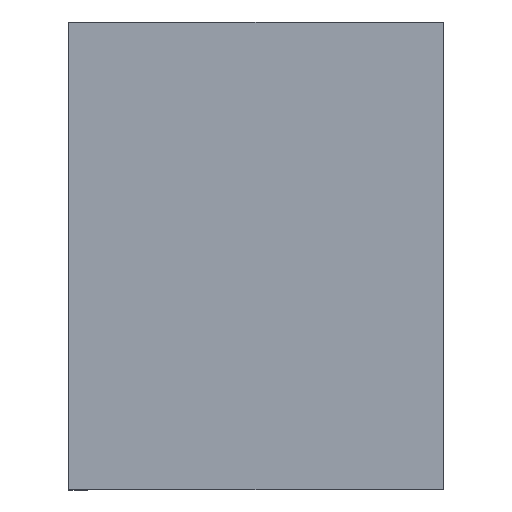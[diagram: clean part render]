
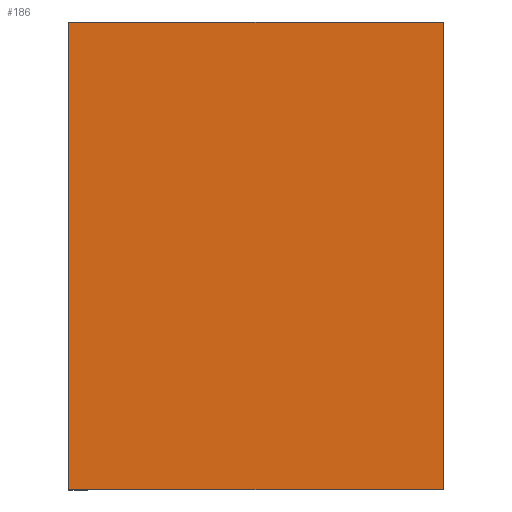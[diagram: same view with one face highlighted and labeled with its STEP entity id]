
A CAD part, left-side view. The second image highlights one B-rep face of the part: STEP entity #186.
In plain terms, the highlighted planar face has unit normal (-1, 0, 0).
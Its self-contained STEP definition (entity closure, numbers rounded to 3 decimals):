
#4 = VECTOR ( 'NONE', #414, 1000. ) ;
#9 = ORIENTED_EDGE ( 'NONE', *, *, #328, .T. ) ;
#13 = DIRECTION ( 'NONE',  ( 0., -1., 0. ) ) ;
#31 = DIRECTION ( 'NONE',  ( 0., 0., -1. ) ) ;
#37 = LINE ( 'NONE', #436, #4 ) ;
#66 = DIRECTION ( 'NONE',  ( 0., -1., 0. ) ) ;
#186 = ADVANCED_FACE ( 'NONE', ( #666 ), #683, .F. ) ;
#304 = VERTEX_POINT ( 'NONE', #329 ) ;
#328 = EDGE_CURVE ( 'NONE', #304, #1112, #37, .T. ) ;
#329 = CARTESIAN_POINT ( 'NONE',  ( -0.5, 0.4, 0.25 ) ) ;
#409 = VECTOR ( 'NONE', #66, 1000. ) ;
#414 = DIRECTION ( 'NONE',  ( 0., 0., -1. ) ) ;
#436 = CARTESIAN_POINT ( 'NONE',  ( -0.5, 0.4, 0.25 ) ) ;
#440 = EDGE_LOOP ( 'NONE', ( #595, #1103, #1014, #9 ) ) ;
#444 = LINE ( 'NONE', #710, #409 ) ;
#480 = EDGE_CURVE ( 'NONE', #786, #489, #1046, .T. ) ;
#489 = VERTEX_POINT ( 'NONE', #688 ) ;
#493 = DIRECTION ( 'NONE',  ( 1., 0., 0. ) ) ;
#544 = VECTOR ( 'NONE', #13, 1000. ) ;
#588 = CARTESIAN_POINT ( 'NONE',  ( -0.5, 0., 0.25 ) ) ;
#595 = ORIENTED_EDGE ( 'NONE', *, *, #849, .T. ) ;
#666 = FACE_OUTER_BOUND ( 'NONE', #440, .T. ) ;
#677 = CARTESIAN_POINT ( 'NONE',  ( -0.5, 0.4, -0.25 ) ) ;
#683 = PLANE ( 'NONE',  #793 ) ;
#688 = CARTESIAN_POINT ( 'NONE',  ( -0.5, 0., -0.25 ) ) ;
#710 = CARTESIAN_POINT ( 'NONE',  ( -0.5, 0., -0.25 ) ) ;
#786 = VERTEX_POINT ( 'NONE', #1075 ) ;
#793 = AXIS2_PLACEMENT_3D ( 'NONE', #964, #493, #31 ) ;
#809 = VECTOR ( 'NONE', #956, 1000. ) ;
#849 = EDGE_CURVE ( 'NONE', #1112, #489, #444, .T. ) ;
#956 = DIRECTION ( 'NONE',  ( 0., 0., -1. ) ) ;
#964 = CARTESIAN_POINT ( 'NONE',  ( -0.5, 0., 0.25 ) ) ;
#968 = CARTESIAN_POINT ( 'NONE',  ( -0.5, 0., 0.25 ) ) ;
#992 = LINE ( 'NONE', #588, #544 ) ;
#1007 = EDGE_CURVE ( 'NONE', #304, #786, #992, .T. ) ;
#1014 = ORIENTED_EDGE ( 'NONE', *, *, #1007, .F. ) ;
#1046 = LINE ( 'NONE', #968, #809 ) ;
#1075 = CARTESIAN_POINT ( 'NONE',  ( -0.5, 0., 0.25 ) ) ;
#1103 = ORIENTED_EDGE ( 'NONE', *, *, #480, .F. ) ;
#1112 = VERTEX_POINT ( 'NONE', #677 ) ;
